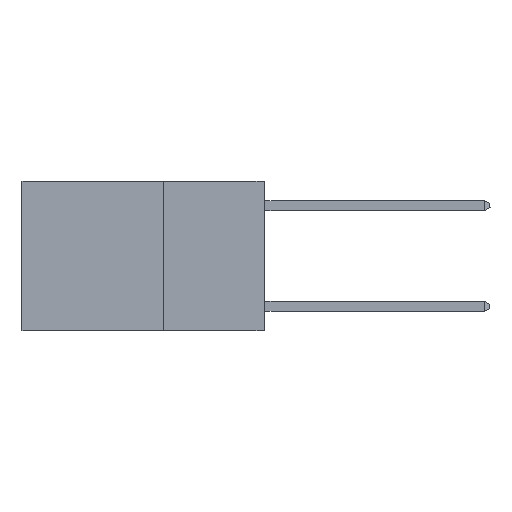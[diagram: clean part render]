
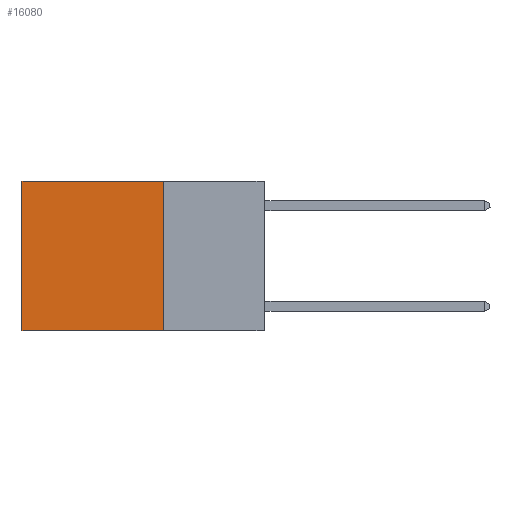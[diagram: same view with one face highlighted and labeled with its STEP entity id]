
A CAD part, left-side view. The second image highlights one B-rep face of the part: STEP entity #16080.
In plain terms, the highlighted planar face has unit normal (-1, 0, 0).
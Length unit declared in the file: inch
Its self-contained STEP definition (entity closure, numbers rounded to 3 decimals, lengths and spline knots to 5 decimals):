
#869 = EDGE_CURVE ( 'NONE', #22613, #19339, #20588, .T. ) ;
#1359 = VECTOR ( 'NONE', #6614, 39.37008 ) ;
#1637 = DIRECTION ( 'NONE',  ( 0., 0., -1. ) ) ;
#3083 = LINE ( 'NONE', #10178, #25561 ) ;
#3407 = ORIENTED_EDGE ( 'NONE', *, *, #6935, .F. ) ;
#3801 = CARTESIAN_POINT ( 'NONE',  ( 0.2625, 0.25, -0.37 ) ) ;
#3951 = CARTESIAN_POINT ( 'NONE',  ( 0.2625, 0.6, 0. ) ) ;
#5188 = EDGE_CURVE ( 'NONE', #22350, #22613, #22314, .T. ) ;
#5283 = VECTOR ( 'NONE', #22118, 39.37008 ) ;
#6053 = VERTEX_POINT ( 'NONE', #3801 ) ;
#6614 = DIRECTION ( 'NONE',  ( 0., 1., 0. ) ) ;
#6935 = EDGE_CURVE ( 'NONE', #22350, #6053, #3083, .T. ) ;
#7905 = DIRECTION ( 'NONE',  ( 0., 0., -1. ) ) ;
#8226 = PLANE ( 'NONE',  #11381 ) ;
#9533 = ORIENTED_EDGE ( 'NONE', *, *, #869, .T. ) ;
#10178 = CARTESIAN_POINT ( 'NONE',  ( 0.2625, 0.25, 0. ) ) ;
#10579 = CARTESIAN_POINT ( 'NONE',  ( 0.2625, 0.25, 0. ) ) ;
#11230 = DIRECTION ( 'NONE',  ( 0., 0., -1. ) ) ;
#11381 = AXIS2_PLACEMENT_3D ( 'NONE', #20227, #13471, #11230 ) ;
#12297 = CARTESIAN_POINT ( 'NONE',  ( 0.2625, 0.6, -0.37 ) ) ;
#13471 = DIRECTION ( 'NONE',  ( 1., 0., 0. ) ) ;
#15221 = CARTESIAN_POINT ( 'NONE',  ( 0.2625, 0.25, -0.37 ) ) ;
#15760 = EDGE_CURVE ( 'NONE', #6053, #19339, #17790, .T. ) ;
#16080 = ADVANCED_FACE ( 'NONE', ( #19564 ), #8226, .F. ) ;
#17368 = CARTESIAN_POINT ( 'NONE',  ( 0.2625, 0.6, 0. ) ) ;
#17790 = LINE ( 'NONE', #15221, #5283 ) ;
#19339 = VERTEX_POINT ( 'NONE', #12297 ) ;
#19564 = FACE_OUTER_BOUND ( 'NONE', #27206, .T. ) ;
#20227 = CARTESIAN_POINT ( 'NONE',  ( 0.2625, 0.25, 0. ) ) ;
#20588 = LINE ( 'NONE', #3951, #27013 ) ;
#22118 = DIRECTION ( 'NONE',  ( 0., 1., 0. ) ) ;
#22314 = LINE ( 'NONE', #10579, #1359 ) ;
#22350 = VERTEX_POINT ( 'NONE', #22983 ) ;
#22613 = VERTEX_POINT ( 'NONE', #17368 ) ;
#22983 = CARTESIAN_POINT ( 'NONE',  ( 0.2625, 0.25, 0. ) ) ;
#25561 = VECTOR ( 'NONE', #7905, 39.37008 ) ;
#27013 = VECTOR ( 'NONE', #1637, 39.37008 ) ;
#27206 = EDGE_LOOP ( 'NONE', ( #9533, #27883, #3407, #28508 ) ) ;
#27883 = ORIENTED_EDGE ( 'NONE', *, *, #15760, .F. ) ;
#28508 = ORIENTED_EDGE ( 'NONE', *, *, #5188, .T. ) ;
